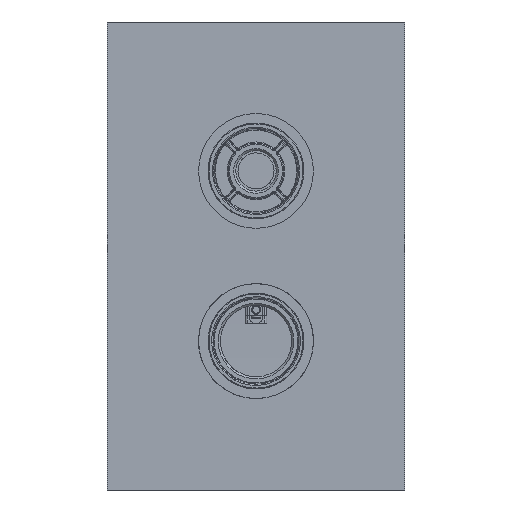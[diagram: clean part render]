
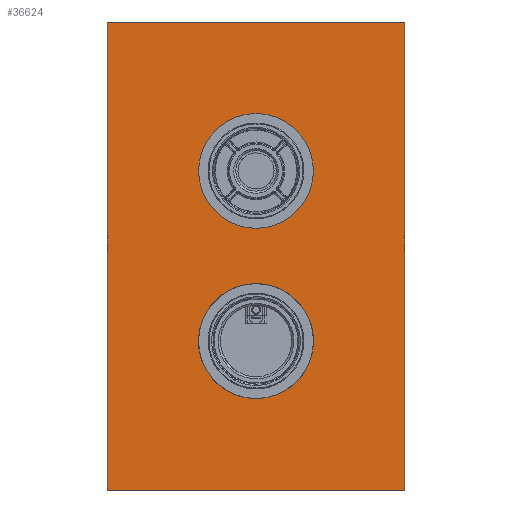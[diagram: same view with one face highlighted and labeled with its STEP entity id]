
A CAD part, front view. The second image highlights one B-rep face of the part: STEP entity #36624.
In plain terms, the highlighted planar face has unit normal (0, -1, 0).
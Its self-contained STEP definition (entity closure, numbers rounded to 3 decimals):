
#36405=CARTESIAN_POINT('Axis2P3D Location',(0.,95.128,40.)) ;
#36512=CARTESIAN_POINT('Line Origine',(-70.,95.128,40.)) ;
#36516=CARTESIAN_POINT('Vertex',(-70.,95.128,-70.)) ;
#36518=CARTESIAN_POINT('Vertex',(-70.,95.128,150.)) ;
#36521=CARTESIAN_POINT('Line Origine',(0.,95.128,-70.)) ;
#36525=CARTESIAN_POINT('Vertex',(70.,95.128,-70.)) ;
#36528=CARTESIAN_POINT('Line Origine',(70.,95.128,40.)) ;
#36532=CARTESIAN_POINT('Vertex',(70.,95.128,150.)) ;
#36535=CARTESIAN_POINT('Line Origine',(0.,95.128,150.)) ;
#36546=CARTESIAN_POINT('Axis2P3D Location',(0.,95.128,80.)) ;
#36550=CARTESIAN_POINT('Vertex',(27.,95.128,80.)) ;
#36552=CARTESIAN_POINT('Vertex',(-27.,95.128,80.)) ;
#36555=CARTESIAN_POINT('Axis2P3D Location',(0.,95.128,80.)) ;
#36565=CARTESIAN_POINT('Control Point',(-27.,95.128,0.)) ;
#36566=CARTESIAN_POINT('Control Point',(-27.,95.128,2.546)) ;
#36567=CARTESIAN_POINT('Control Point',(-26.7,95.128,5.091)) ;
#36568=CARTESIAN_POINT('Control Point',(-26.1,95.128,7.59)) ;
#36569=CARTESIAN_POINT('Control Point',(-24.322,95.128,12.398)) ;
#36570=CARTESIAN_POINT('Control Point',(-21.476,95.128,16.661)) ;
#36571=CARTESIAN_POINT('Control Point',(-19.807,95.128,18.615)) ;
#36572=CARTESIAN_POINT('Control Point',(-16.039,95.128,22.091)) ;
#36573=CARTESIAN_POINT('Control Point',(-11.567,95.128,24.597)) ;
#36574=CARTESIAN_POINT('Control Point',(-9.193,95.128,25.579)) ;
#36575=CARTESIAN_POINT('Control Point',(-4.257,95.128,26.966)) ;
#36576=CARTESIAN_POINT('Control Point',(0.865,95.128,27.167)) ;
#36577=CARTESIAN_POINT('Control Point',(3.427,95.128,26.964)) ;
#36578=CARTESIAN_POINT('Control Point',(8.453,95.128,25.958)) ;
#36579=CARTESIAN_POINT('Control Point',(13.108,95.128,23.811)) ;
#36580=CARTESIAN_POINT('Control Point',(15.298,95.128,22.467)) ;
#36581=CARTESIAN_POINT('Control Point',(19.32,95.128,19.288)) ;
#36582=CARTESIAN_POINT('Control Point',(22.492,95.128,15.261)) ;
#36583=CARTESIAN_POINT('Control Point',(23.833,95.128,13.069)) ;
#36584=CARTESIAN_POINT('Control Point',(25.613,95.128,9.192)) ;
#36585=CARTESIAN_POINT('Control Point',(26.603,95.128,5.059)) ;
#36586=CARTESIAN_POINT('Control Point',(26.868,95.128,3.382)) ;
#36587=CARTESIAN_POINT('Control Point',(27.,95.128,1.691)) ;
#36588=CARTESIAN_POINT('Control Point',(27.,95.128,0.)) ;
#36589=CARTESIAN_POINT('Vertex',(-27.,95.128,0.)) ;
#36591=CARTESIAN_POINT('Vertex',(27.,95.128,0.)) ;
#36595=CARTESIAN_POINT('Control Point',(27.,95.128,0.)) ;
#36596=CARTESIAN_POINT('Control Point',(27.,95.128,-2.546)) ;
#36597=CARTESIAN_POINT('Control Point',(26.7,95.128,-5.091)) ;
#36598=CARTESIAN_POINT('Control Point',(26.1,95.128,-7.59)) ;
#36599=CARTESIAN_POINT('Control Point',(24.322,95.128,-12.398)) ;
#36600=CARTESIAN_POINT('Control Point',(21.476,95.128,-16.661)) ;
#36601=CARTESIAN_POINT('Control Point',(19.807,95.128,-18.615)) ;
#36602=CARTESIAN_POINT('Control Point',(16.039,95.128,-22.091)) ;
#36603=CARTESIAN_POINT('Control Point',(11.567,95.128,-24.597)) ;
#36604=CARTESIAN_POINT('Control Point',(9.193,95.128,-25.579)) ;
#36605=CARTESIAN_POINT('Control Point',(4.257,95.128,-26.966)) ;
#36606=CARTESIAN_POINT('Control Point',(-0.865,95.128,-27.167)) ;
#36607=CARTESIAN_POINT('Control Point',(-3.427,95.128,-26.964)) ;
#36608=CARTESIAN_POINT('Control Point',(-8.453,95.128,-25.958)) ;
#36609=CARTESIAN_POINT('Control Point',(-13.108,95.128,-23.811)) ;
#36610=CARTESIAN_POINT('Control Point',(-15.298,95.128,-22.467)) ;
#36611=CARTESIAN_POINT('Control Point',(-19.32,95.128,-19.288)) ;
#36612=CARTESIAN_POINT('Control Point',(-22.492,95.128,-15.261)) ;
#36613=CARTESIAN_POINT('Control Point',(-23.833,95.128,-13.069)) ;
#36614=CARTESIAN_POINT('Control Point',(-25.613,95.128,-9.192)) ;
#36615=CARTESIAN_POINT('Control Point',(-26.603,95.128,-5.059)) ;
#36616=CARTESIAN_POINT('Control Point',(-26.868,95.128,-3.382)) ;
#36617=CARTESIAN_POINT('Control Point',(-27.,95.128,-1.691)) ;
#36618=CARTESIAN_POINT('Control Point',(-27.,95.128,0.)) ;
#36514=VECTOR('Line Direction',#36513,1.) ;
#36523=VECTOR('Line Direction',#36522,1.) ;
#36530=VECTOR('Line Direction',#36529,1.) ;
#36537=VECTOR('Line Direction',#36536,1.) ;
#36406=DIRECTION('Axis2P3D Direction',(0.,1.,-0.)) ;
#36407=DIRECTION('Axis2P3D XDirection',(-1.,0.,0.)) ;
#36513=DIRECTION('Vector Direction',(0.,0.,-1.)) ;
#36522=DIRECTION('Vector Direction',(1.,0.,0.)) ;
#36529=DIRECTION('Vector Direction',(0.,0.,1.)) ;
#36536=DIRECTION('Vector Direction',(-1.,0.,0.)) ;
#36547=DIRECTION('Axis2P3D Direction',(0.,1.,-0.)) ;
#36556=DIRECTION('Axis2P3D Direction',(0.,1.,-0.)) ;
#36408=AXIS2_PLACEMENT_3D('Plane Axis2P3D',#36405,#36406,#36407) ;
#36548=AXIS2_PLACEMENT_3D('Circle Axis2P3D',#36546,#36547,$) ;
#36557=AXIS2_PLACEMENT_3D('Circle Axis2P3D',#36555,#36556,$) ;
#36515=LINE('Line',#36512,#36514) ;
#36524=LINE('Line',#36521,#36523) ;
#36531=LINE('Line',#36528,#36530) ;
#36538=LINE('Line',#36535,#36537) ;
#36549=CIRCLE('generated circle',#36548,27.) ;
#36558=CIRCLE('generated circle',#36557,27.) ;
#36409=PLANE('',#36408) ;
#36563=FACE_BOUND('',#36560,.T.) ;
#36623=FACE_BOUND('',#36620,.T.) ;
#36520=EDGE_CURVE('',#36517,#36519,#36515,.F.) ;
#36527=EDGE_CURVE('',#36526,#36517,#36524,.F.) ;
#36534=EDGE_CURVE('',#36533,#36526,#36531,.F.) ;
#36539=EDGE_CURVE('',#36519,#36533,#36538,.F.) ;
#36554=EDGE_CURVE('',#36551,#36553,#36549,.F.) ;
#36559=EDGE_CURVE('',#36553,#36551,#36558,.F.) ;
#36593=EDGE_CURVE('',#36590,#36592,#36564,.T.) ;
#36619=EDGE_CURVE('',#36592,#36590,#36594,.T.) ;
#36541=ORIENTED_EDGE('',*,*,#36520,.F.) ;
#36542=ORIENTED_EDGE('',*,*,#36527,.F.) ;
#36543=ORIENTED_EDGE('',*,*,#36534,.F.) ;
#36544=ORIENTED_EDGE('',*,*,#36539,.F.) ;
#36561=ORIENTED_EDGE('',*,*,#36554,.F.) ;
#36562=ORIENTED_EDGE('',*,*,#36559,.F.) ;
#36621=ORIENTED_EDGE('',*,*,#36593,.T.) ;
#36622=ORIENTED_EDGE('',*,*,#36619,.T.) ;
#36540=EDGE_LOOP('',(#36541,#36542,#36543,#36544)) ;
#36560=EDGE_LOOP('',(#36561,#36562)) ;
#36620=EDGE_LOOP('',(#36621,#36622)) ;
#36517=VERTEX_POINT('',#36516) ;
#36519=VERTEX_POINT('',#36518) ;
#36526=VERTEX_POINT('',#36525) ;
#36533=VERTEX_POINT('',#36532) ;
#36551=VERTEX_POINT('',#36550) ;
#36553=VERTEX_POINT('',#36552) ;
#36590=VERTEX_POINT('',#36589) ;
#36592=VERTEX_POINT('',#36591) ;
#36624=ADVANCED_FACE('RI0BT030.1',(#36545,#36563,#36623),#36409,.F.) ;
#36564=B_SPLINE_CURVE_WITH_KNOTS('',5,(#36565,#36566,#36567,#36568,#36569,#36570,#36571,#36572,#36573,#36574,#36575,#36576,#36577,#36578,#36579,#36580,#36581,#36582,#36583,#36584,#36585,#36586,#36587,#36588),.UNSPECIFIED.,.F.,.U.,(6,3,3,3,3,3,3,6),(0.,18.,36.,54.,71.999,89.999,107.999,119.957),.UNSPECIFIED.) ;
#36594=B_SPLINE_CURVE_WITH_KNOTS('',5,(#36595,#36596,#36597,#36598,#36599,#36600,#36601,#36602,#36603,#36604,#36605,#36606,#36607,#36608,#36609,#36610,#36611,#36612,#36613,#36614,#36615,#36616,#36617,#36618),.UNSPECIFIED.,.F.,.U.,(6,3,3,3,3,3,3,6),(0.,18.,36.,54.,71.999,89.999,107.999,119.957),.UNSPECIFIED.) ;
#36545=FACE_OUTER_BOUND('',#36540,.T.) ;
